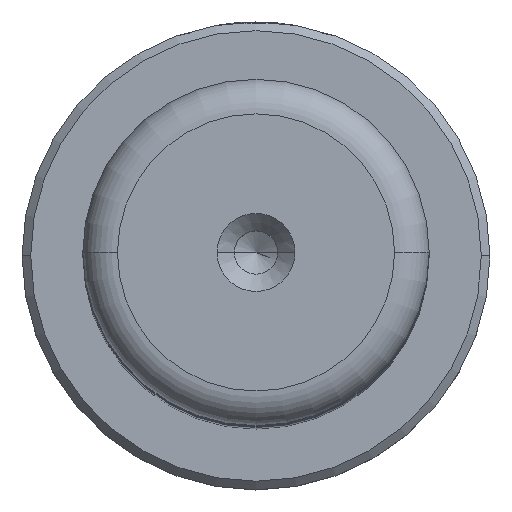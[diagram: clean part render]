
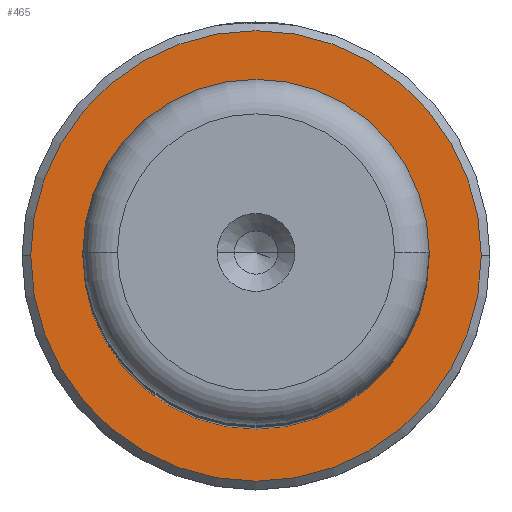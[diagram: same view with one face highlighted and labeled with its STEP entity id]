
A CAD part, top view. The second image highlights one B-rep face of the part: STEP entity #465.
In plain terms, the highlighted planar face has unit normal (0, 0, 1).
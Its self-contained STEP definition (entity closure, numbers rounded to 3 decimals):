
#74 = ORIENTED_EDGE ( 'NONE', *, *, #1911, .T. ) ;
#91 = VERTEX_POINT ( 'NONE', #1018 ) ;
#116 = DIRECTION ( 'NONE',  ( 0., 0., -1. ) ) ;
#465 = ADVANCED_FACE ( 'NONE', ( #510, #2301 ), #894, .T. ) ;
#510 = FACE_OUTER_BOUND ( 'NONE', #1645, .T. ) ;
#618 = CIRCLE ( 'NONE', #1543, 9.495 ) ;
#815 = EDGE_CURVE ( 'NONE', #1271, #1669, #618, .T. ) ;
#860 = CARTESIAN_POINT ( 'NONE',  ( -9.495, 0., 18. ) ) ;
#894 = PLANE ( 'NONE',  #2691 ) ;
#1018 = CARTESIAN_POINT ( 'NONE',  ( 13., 0., 18. ) ) ;
#1038 = DIRECTION ( 'NONE',  ( 0., 0., 1. ) ) ;
#1236 = DIRECTION ( 'NONE',  ( 0., 0., 1. ) ) ;
#1271 = VERTEX_POINT ( 'NONE', #1461 ) ;
#1307 = DIRECTION ( 'NONE',  ( 0., 0., -1. ) ) ;
#1326 = EDGE_CURVE ( 'NONE', #91, #2735, #2459, .T. ) ;
#1427 = ORIENTED_EDGE ( 'NONE', *, *, #815, .T. ) ;
#1461 = CARTESIAN_POINT ( 'NONE',  ( 9.495, 0., 18. ) ) ;
#1517 = CARTESIAN_POINT ( 'NONE',  ( -13., 0., 18. ) ) ;
#1520 = CARTESIAN_POINT ( 'NONE',  ( 0., 0., 18. ) ) ;
#1543 = AXIS2_PLACEMENT_3D ( 'NONE', #1520, #116, #1750 ) ;
#1593 = DIRECTION ( 'NONE',  ( 1., 0., 0. ) ) ;
#1645 = EDGE_LOOP ( 'NONE', ( #74, #1702 ) ) ;
#1669 = VERTEX_POINT ( 'NONE', #860 ) ;
#1702 = ORIENTED_EDGE ( 'NONE', *, *, #1326, .T. ) ;
#1750 = DIRECTION ( 'NONE',  ( -1., 0., 0. ) ) ;
#1778 = CIRCLE ( 'NONE', #2971, 13. ) ;
#1811 = EDGE_LOOP ( 'NONE', ( #2737, #1427 ) ) ;
#1911 = EDGE_CURVE ( 'NONE', #2735, #91, #1778, .T. ) ;
#1991 = CIRCLE ( 'NONE', #2720, 9.495 ) ;
#2051 = CARTESIAN_POINT ( 'NONE',  ( 0., 0., 18. ) ) ;
#2301 = FACE_BOUND ( 'NONE', #1811, .T. ) ;
#2308 = EDGE_CURVE ( 'NONE', #1669, #1271, #1991, .T. ) ;
#2421 = CARTESIAN_POINT ( 'NONE',  ( 0., 0., 18. ) ) ;
#2459 = CIRCLE ( 'NONE', #2789, 13. ) ;
#2615 = CARTESIAN_POINT ( 'NONE',  ( 0., 0., 18. ) ) ;
#2651 = DIRECTION ( 'NONE',  ( 1., 0., 0. ) ) ;
#2685 = CARTESIAN_POINT ( 'NONE',  ( 0., 0., 18. ) ) ;
#2691 = AXIS2_PLACEMENT_3D ( 'NONE', #2051, #2960, #1593 ) ;
#2720 = AXIS2_PLACEMENT_3D ( 'NONE', #2685, #1307, #2903 ) ;
#2735 = VERTEX_POINT ( 'NONE', #1517 ) ;
#2737 = ORIENTED_EDGE ( 'NONE', *, *, #2308, .T. ) ;
#2789 = AXIS2_PLACEMENT_3D ( 'NONE', #2421, #1038, #2651 ) ;
#2833 = DIRECTION ( 'NONE',  ( 1., 0., 0. ) ) ;
#2903 = DIRECTION ( 'NONE',  ( -1., 0., 0. ) ) ;
#2960 = DIRECTION ( 'NONE',  ( 0., 0., 1. ) ) ;
#2971 = AXIS2_PLACEMENT_3D ( 'NONE', #2615, #1236, #2833 ) ;
